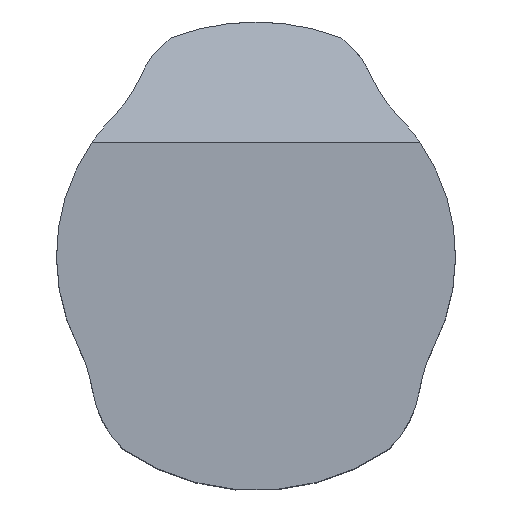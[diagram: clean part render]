
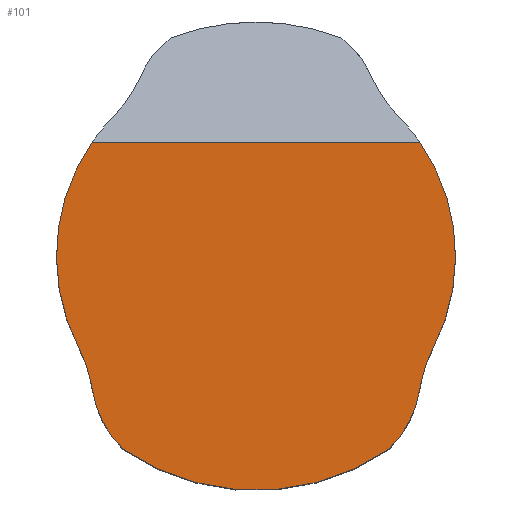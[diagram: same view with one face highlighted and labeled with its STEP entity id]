
A CAD part, top view. The second image highlights one B-rep face of the part: STEP entity #101.
In plain terms, the highlighted planar face has unit normal (0, 0, 1).
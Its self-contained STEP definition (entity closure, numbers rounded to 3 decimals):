
#101=ADVANCED_FACE('Unnamed[1]',(#294),#295,.T.);
#115=EDGE_CURVE('Unnamed[1]',#316,#317,#318,.T.);
#117=EDGE_CURVE('Unnamed[1]',#320,#321,#322,.T.);
#137=EDGE_CURVE('Unnamed[1]',#352,#308,#355,.T.);
#166=EDGE_CURVE('Unnamed[1]',#352,#396,#397,.T.);
#183=EDGE_CURVE('Unnamed[1]',#396,#316,#419,.T.);
#193=EDGE_CURVE('Unnamed[1]',#359,#308,#431,.T.);
#212=EDGE_CURVE('Unnamed[1]',#321,#359,#454,.T.);
#261=EDGE_CURVE('Unnamed[1]',#317,#320,#519,.T.);
#294=FACE_OUTER_BOUND('',#545,.T.);
#295=PLANE('',#546);
#308=VERTEX_POINT('',#563);
#316=VERTEX_POINT('',#574);
#317=VERTEX_POINT('',#575);
#318=CIRCLE('',#576,11.5);
#320=VERTEX_POINT('',#579);
#321=VERTEX_POINT('',#580);
#322=CIRCLE('',#581,11.5);
#352=VERTEX_POINT('',#620);
#355=CIRCLE('',#625,13.5);
#359=VERTEX_POINT('',#631);
#396=VERTEX_POINT('',#682);
#397=CIRCLE('',#683,6.0);
#419=CIRCLE('',#717,8.0);
#431=CIRCLE('',#733,6.0);
#454=CIRCLE('',#765,8.0);
#519=LINE('',#854,#855);
#545=EDGE_LOOP('',(#880,#881,#882,#883,#884,#885,#886,#887));
#546=AXIS2_PLACEMENT_3D('',#888,#889,#890);
#563=CARTESIAN_POINT('',(-7.677,-11.105,17.));
#574=CARTESIAN_POINT('',(10.225,-5.264,17.));
#575=CARTESIAN_POINT('',(9.449,6.555,17.));
#576=AXIS2_PLACEMENT_3D('',#912,#913,#914);
#579=CARTESIAN_POINT('',(-9.449,6.555,17.));
#580=CARTESIAN_POINT('',(-10.225,-5.264,17.));
#581=AXIS2_PLACEMENT_3D('',#915,#916,#917);
#620=CARTESIAN_POINT('',(7.677,-11.105,17.));
#625=AXIS2_PLACEMENT_3D('',#949,#950,#951);
#631=CARTESIAN_POINT('',(-9.43,-7.71,17.));
#682=CARTESIAN_POINT('',(9.43,-7.71,17.));
#683=AXIS2_PLACEMENT_3D('',#999,#1000,#1001);
#717=AXIS2_PLACEMENT_3D('',#1018,#1019,#1020);
#733=AXIS2_PLACEMENT_3D('',#1041,#1042,#1043);
#765=AXIS2_PLACEMENT_3D('',#1073,#1074,#1075);
#854=CARTESIAN_POINT('',(0.,6.555,17.));
#855=VECTOR('',#1177,1.0);
#880=ORIENTED_EDGE('',*,*,#115,.T.);
#881=ORIENTED_EDGE('',*,*,#261,.T.);
#882=ORIENTED_EDGE('',*,*,#117,.T.);
#883=ORIENTED_EDGE('',*,*,#212,.T.);
#884=ORIENTED_EDGE('',*,*,#193,.T.);
#885=ORIENTED_EDGE('',*,*,#137,.F.);
#886=ORIENTED_EDGE('',*,*,#166,.T.);
#887=ORIENTED_EDGE('',*,*,#183,.T.);
#888=CARTESIAN_POINT('',(0.,6.75,17.));
#889=DIRECTION('',(0.,0.,1.0));
#890=DIRECTION('',(0.,-1.0,0.));
#912=CARTESIAN_POINT('',(0.,0.,17.));
#913=DIRECTION('',(0.,0.,1.0));
#914=DIRECTION('',(1.0,0.,0.));
#915=CARTESIAN_POINT('',(0.,0.,17.));
#916=DIRECTION('',(0.,0.,1.0));
#917=DIRECTION('',(1.0,0.,0.));
#949=CARTESIAN_POINT('',(0.,0.,17.));
#950=DIRECTION('',(0.,0.,-1.0));
#951=DIRECTION('',(0.,1.0,0.));
#999=CARTESIAN_POINT('',(3.5,-6.797,17.));
#1000=DIRECTION('',(0.,0.,1.0));
#1001=DIRECTION('',(1.0,0.,0.));
#1018=CARTESIAN_POINT('',(17.337,-8.926,17.));
#1019=DIRECTION('',(0.,0.,-1.0));
#1020=DIRECTION('',(1.0,0.,0.));
#1041=CARTESIAN_POINT('',(-3.5,-6.797,17.));
#1042=DIRECTION('',(0.,0.,1.0));
#1043=DIRECTION('',(1.0,0.,0.));
#1073=CARTESIAN_POINT('',(-17.337,-8.926,17.));
#1074=DIRECTION('',(0.,0.,-1.0));
#1075=DIRECTION('',(1.0,0.,0.));
#1177=DIRECTION('',(-1.0,0.,0.));
